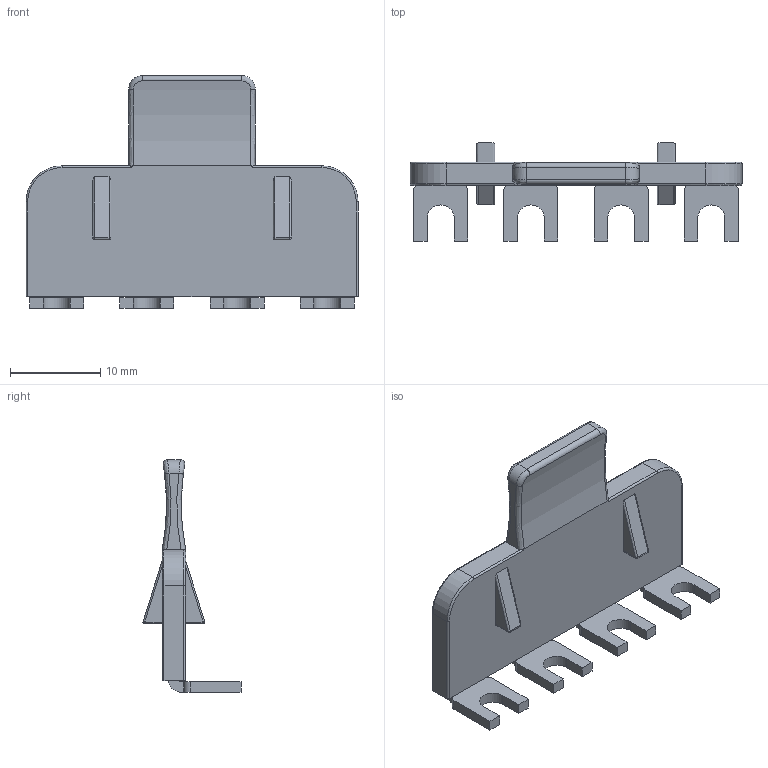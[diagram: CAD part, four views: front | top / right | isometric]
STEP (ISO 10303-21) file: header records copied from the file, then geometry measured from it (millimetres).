
FILE_DESCRIPTION (( 'STEP AP214' ), '1' );
FILE_NAME ('476404_IZUK 10-4.STP', '2013-11-21T06:08:11', ( 'arge' ), ( 'Microsoft' ), 'SwSTEP 2.0', 'SolidWorks 2013', '' );
FILE_SCHEMA (( 'AUTOMOTIVE_DESIGN' ));
Length unit declared in the file: millimetre
Products named in the file (1): 476404_IZUK 10-4
Bounding box: 36.8 x 10.86 x 25.8 mm (x, y, z)
Volume: 1833.5 mm3; surface area: 2482.2 mm2
Topology: 1 solids, 2 shells, 152 faces, 388 edges, 240 vertices
Faces by surface type: plane 72, cylinder 60, bspline 20
Entity records: 6703 total; most frequent: CARTESIAN_POINT 1452, ORIENTED_EDGE 760, DIRECTION 718, EDGE_CURVE 380, AXIS2_PLACEMENT_3D 241, VERTEX_POINT 240, VECTOR 236, LINE 236
